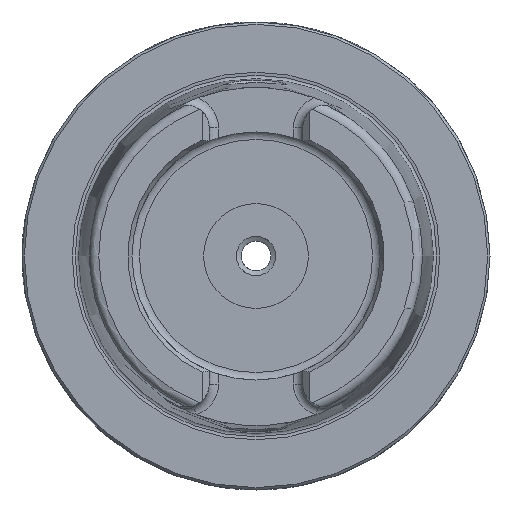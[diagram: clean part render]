
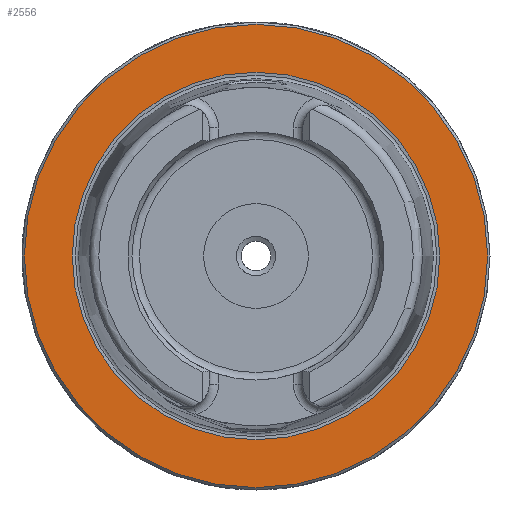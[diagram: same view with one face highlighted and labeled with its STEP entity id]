
A CAD part, left-side view. The second image highlights one B-rep face of the part: STEP entity #2556.
In plain terms, the highlighted planar face has unit normal (-1, 0, 0).
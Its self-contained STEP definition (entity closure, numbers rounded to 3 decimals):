
#76=FACE_BOUND('',#693,.T.);
#112=PLANE('',#2860);
#254=CIRCLE('',#2859,39.275);
#255=CIRCLE('',#2861,49.5);
#542=FACE_OUTER_BOUND('',#692,.T.);
#692=EDGE_LOOP('',(#2343));
#693=EDGE_LOOP('',(#2344));
#1272=VERTEX_POINT('',#5528);
#1273=VERTEX_POINT('',#5532);
#1634=EDGE_CURVE('',#1272,#1272,#254,.T.);
#1635=EDGE_CURVE('',#1273,#1273,#255,.T.);
#2343=ORIENTED_EDGE('',*,*,#1635,.F.);
#2344=ORIENTED_EDGE('',*,*,#1634,.T.);
#2556=ADVANCED_FACE('',(#542,#76),#112,.T.);
#2859=AXIS2_PLACEMENT_3D('',#5530,#3538,#3539);
#2860=AXIS2_PLACEMENT_3D('',#5531,#3540,#3541);
#2861=AXIS2_PLACEMENT_3D('',#5533,#3542,#3543);
#3538=DIRECTION('center_axis',(1.,0.,0.));
#3539=DIRECTION('ref_axis',(0.,0.,-1.));
#3540=DIRECTION('center_axis',(-1.,0.,0.));
#3541=DIRECTION('ref_axis',(0.,0.,1.));
#3542=DIRECTION('center_axis',(1.,0.,0.));
#3543=DIRECTION('ref_axis',(0.,0.,-1.));
#5528=CARTESIAN_POINT('',(0.,-39.275,0.));
#5530=CARTESIAN_POINT('Origin',(0.,0.,0.));
#5531=CARTESIAN_POINT('Origin',(0.,49.5,0.));
#5532=CARTESIAN_POINT('',(0.,-49.5,0.));
#5533=CARTESIAN_POINT('Origin',(0.,0.,0.));
